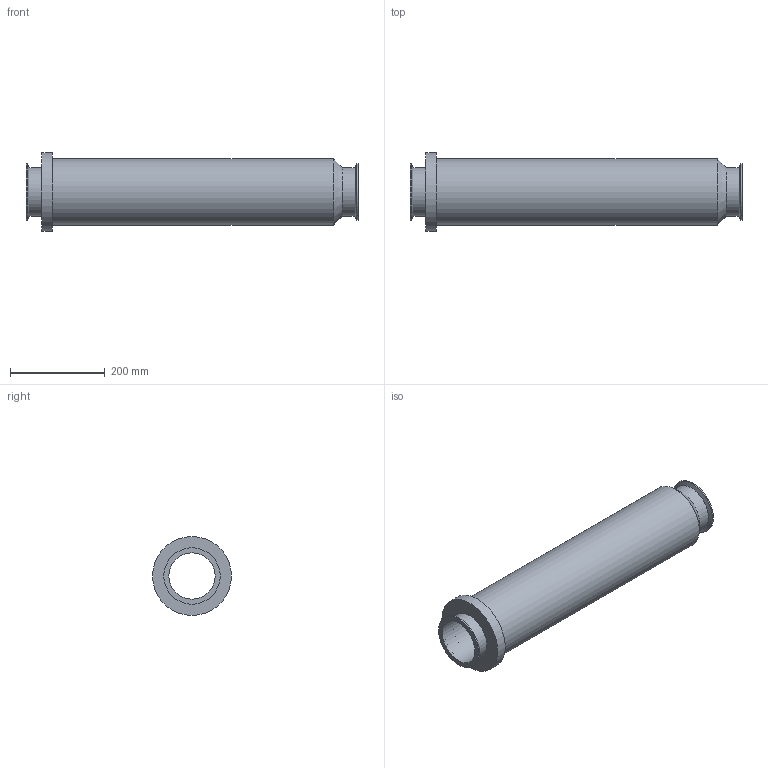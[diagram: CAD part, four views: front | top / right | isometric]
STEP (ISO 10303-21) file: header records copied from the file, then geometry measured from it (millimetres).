
FILE_DESCRIPTION(/* description */ (''),/* implementation_level */ '2;1');
FILE_NAME(/* name */ 'ST-CXC_40.stp',/* time_stamp */ '2021-08-20T14:31:19+09:00',/* author */ ('m'),/* organization */ (''),/* preprocessor_version */ 'ST-DEVELOPER v18.1',/* originating_system */ 'Autodesk Inventor 2021',/* authorisation */ '');
FILE_SCHEMA (('AUTOMOTIVE_DESIGN { 1 0 10303 214 3 1 1 }'));
Length unit declared in the file: millimetre
Products named in the file (1): ST-CXC_40
Bounding box: 700 x 166.5 x 166.5 mm (x, y, z)
Volume: 5125480.3 mm3; surface area: 549924.8 mm2
Topology: 1 solids, 1 shells, 14 faces, 24 edges, 14 vertices
Faces by surface type: cylinder 7, plane 4, cone 3
Full cylindrical faces by diameter (mm): 97.6 x1, 101.6 x2, 119 x2, 139.8 x1, 166.5 x1
Entity records: 379 total; most frequent: DIRECTION 68, CARTESIAN_POINT 53, ORIENTED_EDGE 48, AXIS2_PLACEMENT_3D 29, EDGE_CURVE 24, EDGE_LOOP 18, FACE_OUTER_BOUND 14, CIRCLE 14
